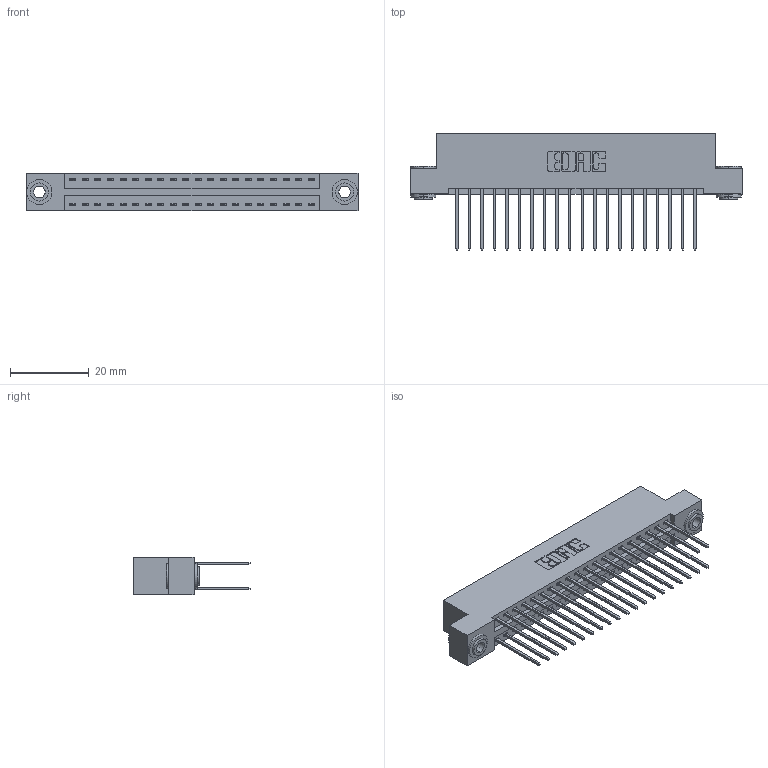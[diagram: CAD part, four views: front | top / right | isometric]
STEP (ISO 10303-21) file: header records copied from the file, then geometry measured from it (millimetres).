
FILE_DESCRIPTION (( 'STEP AP203' ), '1' );
FILE_NAME ('396-040-540-203.STEP', '2018-09-06T12:30:32', ( '' ), ( '' ), 'SwSTEP 2.0', 'SolidWorks 2016', '' );
FILE_SCHEMA (( 'CONFIG_CONTROL_DESIGN' ));
Length unit declared in the file: inch
Products named in the file (4): 396-040-540-203; 346 Part_Flush Mounting Lugs - 0.156 Dia-TH; 345-292-001_345-293-140; 345-250-002_345-250-002-102
Assembly tree (43 placements, depth 2):
  396-040-540-203
    346 Part_Flush Mounting Lugs - 0.156 Dia-TH
    345-292-001_345-293-140  x40
    345-250-002_345-250-002-102  x2
Bounding box: 84.07 x 29.46 x 9.4 mm (x, y, z)
Volume: 8198.4 mm3; surface area: 11854.9 mm2
Topology: 43 solids, 43 shells, 2240 faces, 6605 edges, 4346 vertices
Faces by surface type: plane 1486, cylinder 746, cone 8
Entity records: 16682 total; most frequent: CARTESIAN_POINT 2755, ORIENTED_EDGE 2682, DIRECTION 2511, EDGE_CURVE 1341, LINE 1105, VECTOR 1105, VERTEX_POINT 890, AXIS2_PLACEMENT_3D 703
